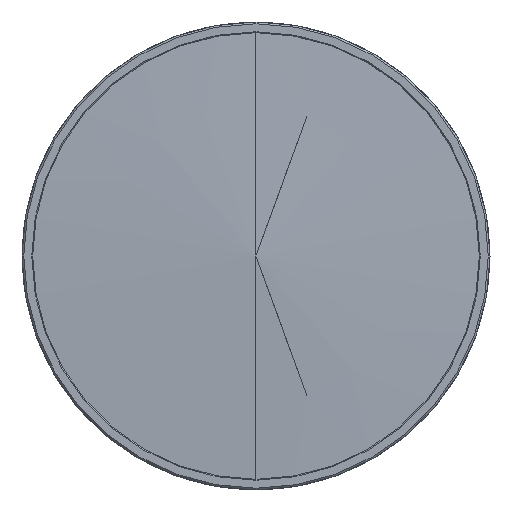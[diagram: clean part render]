
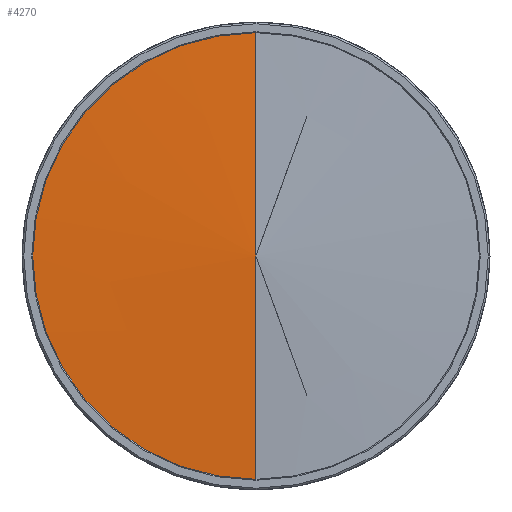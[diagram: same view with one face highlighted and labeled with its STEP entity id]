
A CAD part, left-side view. The second image highlights one B-rep face of the part: STEP entity #4270.
In plain terms, the highlighted conical face has half-angle 87.438 degrees and reference radius 22348.6 mm.
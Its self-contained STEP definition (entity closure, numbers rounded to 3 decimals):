
#205 = EDGE_CURVE ( 'NONE', #2088, #4746, #2919, .T. ) ;
#340 = AXIS2_PLACEMENT_3D ( 'NONE', #2893, #638, #3350 ) ;
#387 = AXIS2_PLACEMENT_3D ( 'NONE', #2970, #3877, #5689 ) ;
#404 = CONICAL_SURFACE ( 'NONE', #340, 22348.627, 1.526 ) ;
#545 = LINE ( 'NONE', #2719, #987 ) ;
#580 = ORIENTED_EDGE ( 'NONE', *, *, #5572, .T. ) ;
#638 = DIRECTION ( 'NONE',  ( 1., 0., 0. ) ) ;
#954 = ORIENTED_EDGE ( 'NONE', *, *, #205, .F. ) ;
#987 = VECTOR ( 'NONE', #2316, 1000. ) ;
#1138 = EDGE_CURVE ( 'NONE', #4746, #3137, #1842, .T. ) ;
#1465 = ORIENTED_EDGE ( 'NONE', *, *, #1138, .F. ) ;
#1842 = CIRCLE ( 'NONE', #387, 124.05 ) ;
#2088 = VERTEX_POINT ( 'NONE', #2491 ) ;
#2304 = EDGE_LOOP ( 'NONE', ( #954, #580, #1465 ) ) ;
#2316 = DIRECTION ( 'NONE',  ( 0.045, 0., 0.999 ) ) ;
#2485 = CARTESIAN_POINT ( 'NONE',  ( 0., 0., 0. ) ) ;
#2491 = CARTESIAN_POINT ( 'NONE',  ( 0., 0., 0. ) ) ;
#2501 = DIRECTION ( 'NONE',  ( 0.045, 0., -0.999 ) ) ;
#2719 = CARTESIAN_POINT ( 'NONE',  ( 0., 0., 0. ) ) ;
#2893 = CARTESIAN_POINT ( 'NONE',  ( 1000., 0., 0. ) ) ;
#2919 = LINE ( 'NONE', #2485, #3200 ) ;
#2970 = CARTESIAN_POINT ( 'NONE',  ( 5.551, 0., 0. ) ) ;
#3137 = VERTEX_POINT ( 'NONE', #4369 ) ;
#3200 = VECTOR ( 'NONE', #2501, 1000. ) ;
#3350 = DIRECTION ( 'NONE',  ( 0., 0., -1. ) ) ;
#3877 = DIRECTION ( 'NONE',  ( 1., 0., 0. ) ) ;
#4270 = ADVANCED_FACE ( 'NONE', ( #5821 ), #404, .T. ) ;
#4369 = CARTESIAN_POINT ( 'NONE',  ( 5.551, 0., 124.05 ) ) ;
#4746 = VERTEX_POINT ( 'NONE', #5110 ) ;
#5110 = CARTESIAN_POINT ( 'NONE',  ( 5.551, 0., -124.05 ) ) ;
#5572 = EDGE_CURVE ( 'NONE', #2088, #3137, #545, .T. ) ;
#5689 = DIRECTION ( 'NONE',  ( 0., 0., -1. ) ) ;
#5821 = FACE_OUTER_BOUND ( 'NONE', #2304, .T. ) ;
